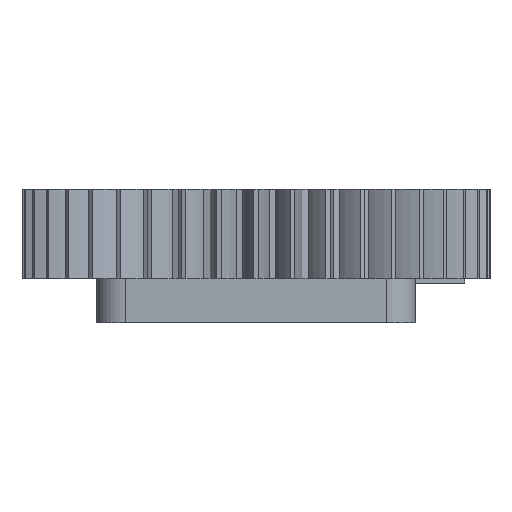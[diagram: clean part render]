
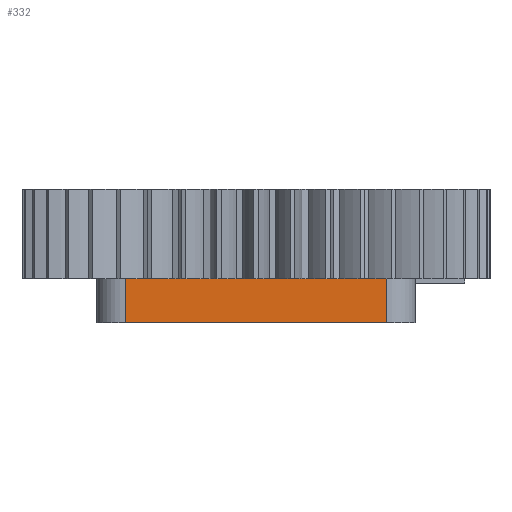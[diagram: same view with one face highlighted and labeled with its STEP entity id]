
A CAD part, front view. The second image highlights one B-rep face of the part: STEP entity #332.
In plain terms, the highlighted planar face has unit normal (0, -1, 0).
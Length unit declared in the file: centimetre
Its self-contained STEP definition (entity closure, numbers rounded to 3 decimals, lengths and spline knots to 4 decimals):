
#332=ADVANCED_FACE('',(#639),#5606,.T.);
#639=FACE_OUTER_BOUND('',#972,.T.);
#972=EDGE_LOOP('',(#2652,#2653,#2654,#2655));
#2652=ORIENTED_EDGE('',*,*,#3639,.T.);
#2653=ORIENTED_EDGE('',*,*,#3640,.T.);
#2654=ORIENTED_EDGE('',*,*,#3641,.F.);
#2655=ORIENTED_EDGE('',*,*,#3642,.F.);
#3639=EDGE_CURVE('',#5259,#5260,#3725,.T.);
#3640=EDGE_CURVE('',#5260,#5261,#3726,.T.);
#3641=EDGE_CURVE('',#5262,#5261,#3727,.T.);
#3642=EDGE_CURVE('',#5259,#5262,#3728,.T.);
#3725=(
BOUNDED_CURVE()
B_SPLINE_CURVE(2,(#20504,#20505,#20506),.UNSPECIFIED.,.F.,.F.)
B_SPLINE_CURVE_WITH_KNOTS((3,3),(0.,5.8585),.UNSPECIFIED.)
CURVE()
GEOMETRIC_REPRESENTATION_ITEM()
RATIONAL_B_SPLINE_CURVE((1.,1.,1.))
REPRESENTATION_ITEM('')
);
#3726=(
BOUNDED_CURVE()
B_SPLINE_CURVE(1,(#20507,#20508),.UNSPECIFIED.,.F.,.F.)
B_SPLINE_CURVE_WITH_KNOTS((2,2),(0.,1.),.UNSPECIFIED.)
CURVE()
GEOMETRIC_REPRESENTATION_ITEM()
RATIONAL_B_SPLINE_CURVE((1.,1.))
REPRESENTATION_ITEM('')
);
#3727=(
BOUNDED_CURVE()
B_SPLINE_CURVE(2,(#20509,#20510,#20511),.UNSPECIFIED.,.F.,.F.)
B_SPLINE_CURVE_WITH_KNOTS((3,3),(0.,5.8585),.UNSPECIFIED.)
CURVE()
GEOMETRIC_REPRESENTATION_ITEM()
RATIONAL_B_SPLINE_CURVE((1.,1.,1.))
REPRESENTATION_ITEM('')
);
#3728=(
BOUNDED_CURVE()
B_SPLINE_CURVE(1,(#20512,#20513),.UNSPECIFIED.,.F.,.F.)
B_SPLINE_CURVE_WITH_KNOTS((2,2),(0.,1.),.UNSPECIFIED.)
CURVE()
GEOMETRIC_REPRESENTATION_ITEM()
RATIONAL_B_SPLINE_CURVE((1.,1.))
REPRESENTATION_ITEM('')
);
#5259=VERTEX_POINT('',#20456);
#5260=VERTEX_POINT('',#20457);
#5261=VERTEX_POINT('',#20458);
#5262=VERTEX_POINT('',#20459);
#5606=PLANE('',#5917);
#5917=AXIS2_PLACEMENT_3D('',#20430,#6247,$);
#6247=DIRECTION('',(0.,-1.,0.));
#20430=CARTESIAN_POINT('',(-2.9307,-3.5757,104.452));
#20456=CARTESIAN_POINT('',(-2.9307,-3.5757,104.452));
#20457=CARTESIAN_POINT('',(2.9278,-3.5757,104.452));
#20458=CARTESIAN_POINT('',(2.9278,-3.5757,105.452));
#20459=CARTESIAN_POINT('',(-2.9307,-3.5757,105.452));
#20504=CARTESIAN_POINT('',(-2.9307,-3.5757,104.452));
#20505=CARTESIAN_POINT('',(-0.0015,-3.5757,104.452));
#20506=CARTESIAN_POINT('',(2.9278,-3.5757,104.452));
#20507=CARTESIAN_POINT('',(2.9278,-3.5757,104.452));
#20508=CARTESIAN_POINT('',(2.9278,-3.5757,105.452));
#20509=CARTESIAN_POINT('',(-2.9307,-3.5757,105.452));
#20510=CARTESIAN_POINT('',(-0.0015,-3.5757,105.452));
#20511=CARTESIAN_POINT('',(2.9278,-3.5757,105.452));
#20512=CARTESIAN_POINT('',(-2.9307,-3.5757,104.452));
#20513=CARTESIAN_POINT('',(-2.9307,-3.5757,105.452));
